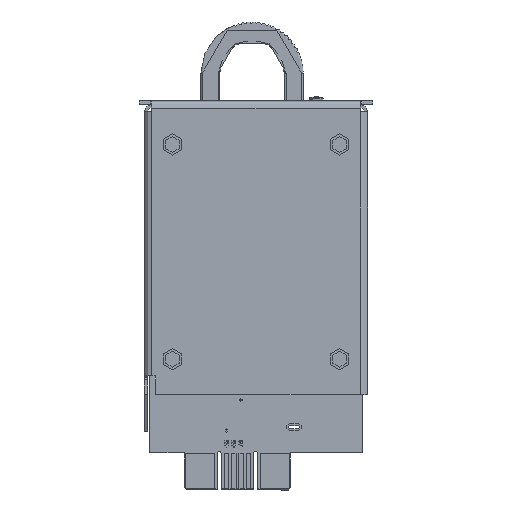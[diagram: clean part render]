
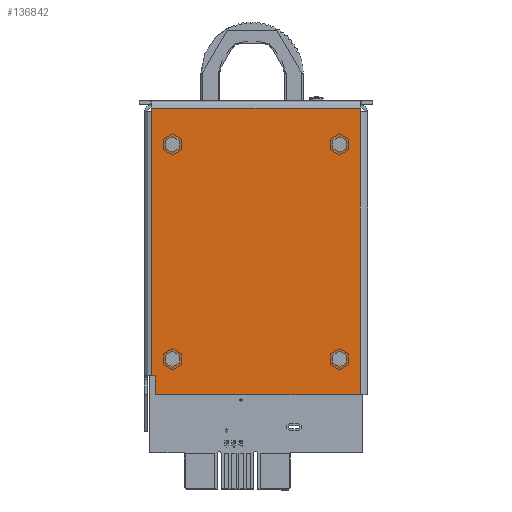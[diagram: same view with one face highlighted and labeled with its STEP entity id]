
A CAD part, front view. The second image highlights one B-rep face of the part: STEP entity #136842.
In plain terms, the highlighted planar face has unit normal (0, -1, 0).
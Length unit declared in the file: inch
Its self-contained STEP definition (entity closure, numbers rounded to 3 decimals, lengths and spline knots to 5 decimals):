
#89 = EDGE_CURVE ( 'NONE', #107330, #80572, #111476, .T. ) ;
#105 = DIRECTION ( 'NONE',  ( 0., -1., 0. ) ) ;
#509 = CARTESIAN_POINT ( 'NONE',  ( -1.3535, 0., 0.25 ) ) ;
#1010 = DIRECTION ( 'NONE',  ( 0., 0., -1. ) ) ;
#1556 = EDGE_LOOP ( 'NONE', ( #135792, #119235 ) ) ;
#2885 = CARTESIAN_POINT ( 'NONE',  ( 1.125, 0., 3.2585 ) ) ;
#4041 = DIRECTION ( 'NONE',  ( 0., 0., 1. ) ) ;
#4382 = DIRECTION ( 'NONE',  ( 0., 0., 1. ) ) ;
#4881 = DIRECTION ( 'NONE',  ( 0., 1., 0. ) ) ;
#5430 = DIRECTION ( 'NONE',  ( 0., 0., -1. ) ) ;
#9070 = CARTESIAN_POINT ( 'NONE',  ( -1.125, 0., 0.475 ) ) ;
#9104 = CIRCLE ( 'NONE', #102188, 0.1065 ) ;
#9159 = LINE ( 'NONE', #39270, #41503 ) ;
#9932 = CARTESIAN_POINT ( 'NONE',  ( 1.125, 0., 0.3685 ) ) ;
#12971 = DIRECTION ( 'NONE',  ( 0., 0., -1. ) ) ;
#14079 = CARTESIAN_POINT ( 'NONE',  ( -1.4035, 0., 3.855 ) ) ;
#14640 = VECTOR ( 'NONE', #49683, 39.37008 ) ;
#18546 = ORIENTED_EDGE ( 'NONE', *, *, #138029, .F. ) ;
#19448 = VERTEX_POINT ( 'NONE', #45300 ) ;
#19688 = EDGE_CURVE ( 'NONE', #80572, #101327, #92666, .T. ) ;
#20374 = ORIENTED_EDGE ( 'NONE', *, *, #92986, .F. ) ;
#22168 = EDGE_CURVE ( 'NONE', #64427, #19448, #9159, .T. ) ;
#22591 = CARTESIAN_POINT ( 'NONE',  ( 1.125, 0., 3.365 ) ) ;
#23047 = CIRCLE ( 'NONE', #92003, 0.1065 ) ;
#23821 = VECTOR ( 'NONE', #46259, 39.37008 ) ;
#25798 = AXIS2_PLACEMENT_3D ( 'NONE', #148269, #29961, #30957 ) ;
#25990 = EDGE_CURVE ( 'NONE', #106787, #79632, #43707, .T. ) ;
#26626 = CARTESIAN_POINT ( 'NONE',  ( -1.5013, 0., 3.855 ) ) ;
#27657 = DIRECTION ( 'NONE',  ( 0., 0., -1. ) ) ;
#28050 = VERTEX_POINT ( 'NONE', #509 ) ;
#29013 = CIRCLE ( 'NONE', #108922, 0.1065 ) ;
#29949 = ORIENTED_EDGE ( 'NONE', *, *, #89, .F. ) ;
#29961 = DIRECTION ( 'NONE',  ( 0., -1., 0. ) ) ;
#30830 = FACE_BOUND ( 'NONE', #66625, .T. ) ;
#30957 = DIRECTION ( 'NONE',  ( 0., 0., -1. ) ) ;
#33611 = ORIENTED_EDGE ( 'NONE', *, *, #130958, .F. ) ;
#35335 = CARTESIAN_POINT ( 'NONE',  ( -1.4035, 0., 0.25 ) ) ;
#36917 = EDGE_CURVE ( 'NONE', #57861, #67213, #29013, .T. ) ;
#36976 = AXIS2_PLACEMENT_3D ( 'NONE', #62033, #142229, #51048 ) ;
#37546 = VECTOR ( 'NONE', #41456, 39.37008 ) ;
#38183 = CARTESIAN_POINT ( 'NONE',  ( 1.4035, 0., 3.855 ) ) ;
#39270 = CARTESIAN_POINT ( 'NONE',  ( -1.5013, 0., 0. ) ) ;
#40938 = AXIS2_PLACEMENT_3D ( 'NONE', #62080, #128778, #4041 ) ;
#41456 = DIRECTION ( 'NONE',  ( 0., 0., -1. ) ) ;
#41503 = VECTOR ( 'NONE', #107401, 39.37008 ) ;
#43707 = CIRCLE ( 'NONE', #91257, 0.1065 ) ;
#44044 = CARTESIAN_POINT ( 'NONE',  ( -1.125, 0., 0.3685 ) ) ;
#44354 = VERTEX_POINT ( 'NONE', #35335 ) ;
#44535 = ORIENTED_EDGE ( 'NONE', *, *, #93365, .F. ) ;
#45224 = VERTEX_POINT ( 'NONE', #111114 ) ;
#45266 = VERTEX_POINT ( 'NONE', #9932 ) ;
#45300 = CARTESIAN_POINT ( 'NONE',  ( 1.4035, 0., 0. ) ) ;
#46259 = DIRECTION ( 'NONE',  ( 1., 0., 0. ) ) ;
#46622 = EDGE_CURVE ( 'NONE', #101327, #19448, #55528, .T. ) ;
#47371 = CARTESIAN_POINT ( 'NONE',  ( 1.4035, 0., 3.855 ) ) ;
#49683 = DIRECTION ( 'NONE',  ( 1., 0., 0. ) ) ;
#49762 = VECTOR ( 'NONE', #27657, 39.37008 ) ;
#51048 = DIRECTION ( 'NONE',  ( 0., 0., 1. ) ) ;
#53578 = DIRECTION ( 'NONE',  ( 0., 0., -1. ) ) ;
#54098 = LINE ( 'NONE', #78063, #127551 ) ;
#54142 = DIRECTION ( 'NONE',  ( 0., 0., 1. ) ) ;
#55528 = LINE ( 'NONE', #134581, #37546 ) ;
#55947 = ORIENTED_EDGE ( 'NONE', *, *, #22168, .T. ) ;
#56773 = CARTESIAN_POINT ( 'NONE',  ( -1.3535, 0., 0. ) ) ;
#57027 = ORIENTED_EDGE ( 'NONE', *, *, #95153, .T. ) ;
#57665 = FACE_OUTER_BOUND ( 'NONE', #65060, .T. ) ;
#57861 = VERTEX_POINT ( 'NONE', #66674 ) ;
#57919 = LINE ( 'NONE', #93726, #23821 ) ;
#58577 = LINE ( 'NONE', #92037, #146436 ) ;
#59020 = CARTESIAN_POINT ( 'NONE',  ( 1.125, 0., 0.5815 ) ) ;
#62033 = CARTESIAN_POINT ( 'NONE',  ( 1.125, 0., 3.365 ) ) ;
#62080 = CARTESIAN_POINT ( 'NONE',  ( -1.125, 0., 0.475 ) ) ;
#63300 = CARTESIAN_POINT ( 'NONE',  ( -1.125, 0., 3.365 ) ) ;
#64427 = VERTEX_POINT ( 'NONE', #56773 ) ;
#65060 = EDGE_LOOP ( 'NONE', ( #79692, #80529, #55947, #141214, #105659, #29949, #74370, #57027 ) ) ;
#66359 = EDGE_CURVE ( 'NONE', #28050, #64427, #69293, .T. ) ;
#66625 = EDGE_LOOP ( 'NONE', ( #44535, #107740 ) ) ;
#66674 = CARTESIAN_POINT ( 'NONE',  ( 1.125, 0., 3.4715 ) ) ;
#67213 = VERTEX_POINT ( 'NONE', #2885 ) ;
#68556 = FACE_BOUND ( 'NONE', #138009, .T. ) ;
#69293 = LINE ( 'NONE', #138695, #92560 ) ;
#73621 = AXIS2_PLACEMENT_3D ( 'NONE', #120055, #142601, #95947 ) ;
#74370 = ORIENTED_EDGE ( 'NONE', *, *, #94078, .T. ) ;
#74895 = ORIENTED_EDGE ( 'NONE', *, *, #36917, .F. ) ;
#75784 = FACE_BOUND ( 'NONE', #116270, .T. ) ;
#76718 = EDGE_CURVE ( 'NONE', #79632, #106787, #141534, .T. ) ;
#78063 = CARTESIAN_POINT ( 'NONE',  ( -1.4035, 0., 3.855 ) ) ;
#79632 = VERTEX_POINT ( 'NONE', #44044 ) ;
#79692 = ORIENTED_EDGE ( 'NONE', *, *, #128945, .T. ) ;
#80153 = CIRCLE ( 'NONE', #73621, 0.1065 ) ;
#80529 = ORIENTED_EDGE ( 'NONE', *, *, #66359, .T. ) ;
#80572 = VERTEX_POINT ( 'NONE', #47371 ) ;
#82066 = EDGE_CURVE ( 'NONE', #45224, #87864, #9104, .T. ) ;
#85977 = CARTESIAN_POINT ( 'NONE',  ( -1.125, 0., 3.365 ) ) ;
#87864 = VERTEX_POINT ( 'NONE', #128038 ) ;
#91101 = VERTEX_POINT ( 'NONE', #59020 ) ;
#91257 = AXIS2_PLACEMENT_3D ( 'NONE', #9070, #134285, #54142 ) ;
#92003 = AXIS2_PLACEMENT_3D ( 'NONE', #63300, #121455, #143492 ) ;
#92037 = CARTESIAN_POINT ( 'NONE',  ( -1.4035, 0., 3.855 ) ) ;
#92560 = VECTOR ( 'NONE', #12971, 39.37008 ) ;
#92666 = LINE ( 'NONE', #38183, #49762 ) ;
#92986 = EDGE_CURVE ( 'NONE', #91101, #45266, #104765, .T. ) ;
#93365 = EDGE_CURVE ( 'NONE', #87864, #45224, #23047, .T. ) ;
#93726 = CARTESIAN_POINT ( 'NONE',  ( -1.51958, 0., 0.25 ) ) ;
#94078 = EDGE_CURVE ( 'NONE', #107330, #122844, #58577, .T. ) ;
#95153 = EDGE_CURVE ( 'NONE', #122844, #44354, #54098, .T. ) ;
#95947 = DIRECTION ( 'NONE',  ( 0., 0., -1. ) ) ;
#95964 = PLANE ( 'NONE',  #115586 ) ;
#97096 = CARTESIAN_POINT ( 'NONE',  ( 1.4035, 0., 3.805 ) ) ;
#98043 = DIRECTION ( 'NONE',  ( 0., -1., 0. ) ) ;
#101327 = VERTEX_POINT ( 'NONE', #97096 ) ;
#102188 = AXIS2_PLACEMENT_3D ( 'NONE', #85977, #98043, #5430 ) ;
#104765 = CIRCLE ( 'NONE', #25798, 0.1065 ) ;
#105659 = ORIENTED_EDGE ( 'NONE', *, *, #19688, .F. ) ;
#106787 = VERTEX_POINT ( 'NONE', #109452 ) ;
#107330 = VERTEX_POINT ( 'NONE', #14079 ) ;
#107401 = DIRECTION ( 'NONE',  ( 1., 0., 0. ) ) ;
#107740 = ORIENTED_EDGE ( 'NONE', *, *, #82066, .F. ) ;
#107868 = FACE_BOUND ( 'NONE', #1556, .T. ) ;
#108922 = AXIS2_PLACEMENT_3D ( 'NONE', #22591, #105, #137832 ) ;
#109452 = CARTESIAN_POINT ( 'NONE',  ( -1.125, 0., 0.5815 ) ) ;
#111114 = CARTESIAN_POINT ( 'NONE',  ( -1.125, 0., 3.4715 ) ) ;
#111476 = LINE ( 'NONE', #26626, #14640 ) ;
#115586 = AXIS2_PLACEMENT_3D ( 'NONE', #141594, #4881, #4382 ) ;
#115792 = CARTESIAN_POINT ( 'NONE',  ( -1.4035, 0., 3.805 ) ) ;
#116270 = EDGE_LOOP ( 'NONE', ( #18546, #74895 ) ) ;
#119235 = ORIENTED_EDGE ( 'NONE', *, *, #25990, .F. ) ;
#120055 = CARTESIAN_POINT ( 'NONE',  ( 1.125, 0., 0.475 ) ) ;
#121455 = DIRECTION ( 'NONE',  ( 0., -1., 0. ) ) ;
#122844 = VERTEX_POINT ( 'NONE', #115792 ) ;
#127551 = VECTOR ( 'NONE', #53578, 39.37008 ) ;
#128038 = CARTESIAN_POINT ( 'NONE',  ( -1.125, 0., 3.2585 ) ) ;
#128778 = DIRECTION ( 'NONE',  ( 0., -1., 0. ) ) ;
#128945 = EDGE_CURVE ( 'NONE', #44354, #28050, #57919, .T. ) ;
#130958 = EDGE_CURVE ( 'NONE', #45266, #91101, #80153, .T. ) ;
#134285 = DIRECTION ( 'NONE',  ( 0., -1., 0. ) ) ;
#134581 = CARTESIAN_POINT ( 'NONE',  ( 1.4035, 0., 3.855 ) ) ;
#135792 = ORIENTED_EDGE ( 'NONE', *, *, #76718, .F. ) ;
#136842 = ADVANCED_FACE ( 'NONE', ( #107868, #68556, #75784, #30830, #57665 ), #95964, .F. ) ;
#137832 = DIRECTION ( 'NONE',  ( 0., 0., 1. ) ) ;
#138009 = EDGE_LOOP ( 'NONE', ( #33611, #20374 ) ) ;
#138029 = EDGE_CURVE ( 'NONE', #67213, #57861, #145086, .T. ) ;
#138695 = CARTESIAN_POINT ( 'NONE',  ( -1.3535, 0., 0. ) ) ;
#141214 = ORIENTED_EDGE ( 'NONE', *, *, #46622, .F. ) ;
#141534 = CIRCLE ( 'NONE', #40938, 0.1065 ) ;
#141594 = CARTESIAN_POINT ( 'NONE',  ( -1.5013, 0., 3.855 ) ) ;
#142229 = DIRECTION ( 'NONE',  ( 0., -1., 0. ) ) ;
#142601 = DIRECTION ( 'NONE',  ( 0., -1., 0. ) ) ;
#143492 = DIRECTION ( 'NONE',  ( 0., 0., -1. ) ) ;
#145086 = CIRCLE ( 'NONE', #36976, 0.1065 ) ;
#146436 = VECTOR ( 'NONE', #1010, 39.37008 ) ;
#148269 = CARTESIAN_POINT ( 'NONE',  ( 1.125, 0., 0.475 ) ) ;
